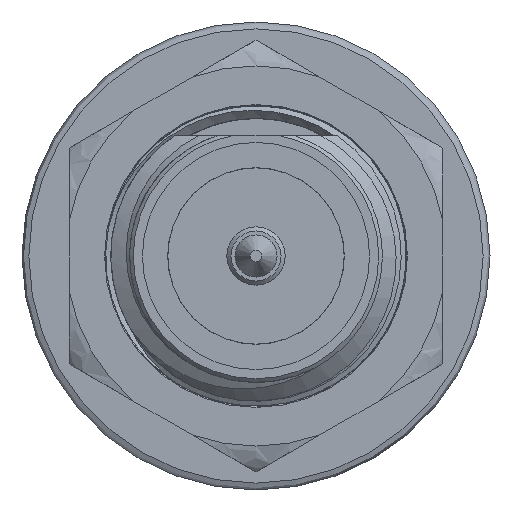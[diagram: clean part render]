
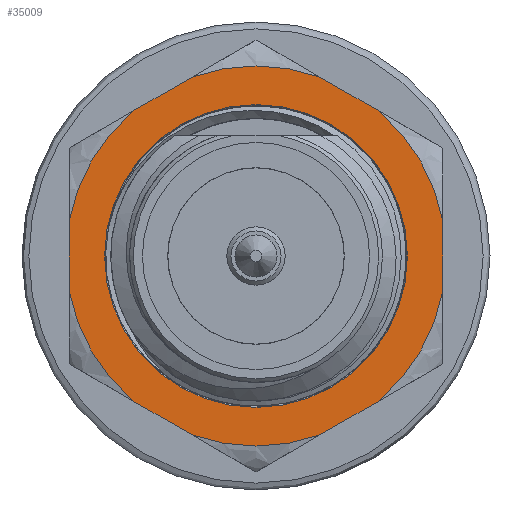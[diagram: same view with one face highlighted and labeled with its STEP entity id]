
A CAD part, front view. The second image highlights one B-rep face of the part: STEP entity #35009.
In plain terms, the highlighted planar face has unit normal (0, -1, 0).
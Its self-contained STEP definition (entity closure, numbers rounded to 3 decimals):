
#7542=CIRCLE('',#37056,3.3);
#7543=CIRCLE('',#37057,4.142);
#7544=CIRCLE('',#37058,4.142);
#7545=CIRCLE('',#37059,4.142);
#7546=CIRCLE('',#37060,4.142);
#7547=CIRCLE('',#37061,4.142);
#7548=CIRCLE('',#37062,4.142);
#13519=ORIENTED_EDGE('',*,*,#21605,.T.);
#13520=ORIENTED_EDGE('',*,*,#21606,.F.);
#13521=ORIENTED_EDGE('',*,*,#21607,.T.);
#13522=ORIENTED_EDGE('',*,*,#21608,.F.);
#13523=ORIENTED_EDGE('',*,*,#21609,.T.);
#13524=ORIENTED_EDGE('',*,*,#21610,.F.);
#13525=ORIENTED_EDGE('',*,*,#21611,.T.);
#13526=ORIENTED_EDGE('',*,*,#21612,.F.);
#13527=ORIENTED_EDGE('',*,*,#21613,.T.);
#13528=ORIENTED_EDGE('',*,*,#21614,.F.);
#13529=ORIENTED_EDGE('',*,*,#21615,.T.);
#13530=ORIENTED_EDGE('',*,*,#21616,.F.);
#13531=ORIENTED_EDGE('',*,*,#21617,.T.);
#21605=EDGE_CURVE('',#25715,#25715,#7542,.F.);
#21606=EDGE_CURVE('',#25716,#25717,#7543,.F.);
#21607=EDGE_CURVE('',#25716,#25718,#27329,.T.);
#21608=EDGE_CURVE('',#25719,#25718,#7544,.F.);
#21609=EDGE_CURVE('',#25719,#25720,#27330,.T.);
#21610=EDGE_CURVE('',#25721,#25720,#7545,.F.);
#21611=EDGE_CURVE('',#25721,#25722,#27331,.T.);
#21612=EDGE_CURVE('',#25723,#25722,#7546,.F.);
#21613=EDGE_CURVE('',#25723,#25724,#27332,.T.);
#21614=EDGE_CURVE('',#25725,#25724,#7547,.F.);
#21615=EDGE_CURVE('',#25725,#25726,#27333,.T.);
#21616=EDGE_CURVE('',#25727,#25726,#7548,.F.);
#21617=EDGE_CURVE('',#25727,#25717,#27334,.T.);
#25715=VERTEX_POINT('',#85565);
#25716=VERTEX_POINT('',#85567);
#25717=VERTEX_POINT('',#85568);
#25718=VERTEX_POINT('',#85570);
#25719=VERTEX_POINT('',#85572);
#25720=VERTEX_POINT('',#85574);
#25721=VERTEX_POINT('',#85576);
#25722=VERTEX_POINT('',#85578);
#25723=VERTEX_POINT('',#85580);
#25724=VERTEX_POINT('',#85582);
#25725=VERTEX_POINT('',#85584);
#25726=VERTEX_POINT('',#85586);
#25727=VERTEX_POINT('',#85588);
#27329=LINE('',#85569,#27653);
#27330=LINE('',#85573,#27654);
#27331=LINE('',#85577,#27655);
#27332=LINE('',#85581,#27656);
#27333=LINE('',#85585,#27657);
#27334=LINE('',#85589,#27658);
#27653=VECTOR('',#39069,1000.);
#27654=VECTOR('',#39072,1000.);
#27655=VECTOR('',#39075,1000.);
#27656=VECTOR('',#39078,1000.);
#27657=VECTOR('',#39081,1000.);
#27658=VECTOR('',#39084,1000.);
#29239=EDGE_LOOP('',(#13519));
#29240=EDGE_LOOP('',(#13520,#13521,#13522,#13523,#13524,#13525,#13526,#13527,
#13528,#13529,#13530,#13531));
#32076=FACE_BOUND('',#29239,.T.);
#32077=FACE_BOUND('',#29240,.T.);
#33521=PLANE('',#37055);
#35009=ADVANCED_FACE('',(#32076,#32077),#33521,.T.);
#37055=AXIS2_PLACEMENT_3D('',#85563,#39063,#39064);
#37056=AXIS2_PLACEMENT_3D('',#85564,#39065,#39066);
#37057=AXIS2_PLACEMENT_3D('',#85566,#39067,#39068);
#37058=AXIS2_PLACEMENT_3D('',#85571,#39070,#39071);
#37059=AXIS2_PLACEMENT_3D('',#85575,#39073,#39074);
#37060=AXIS2_PLACEMENT_3D('',#85579,#39076,#39077);
#37061=AXIS2_PLACEMENT_3D('',#85583,#39079,#39080);
#37062=AXIS2_PLACEMENT_3D('',#85587,#39082,#39083);
#39063=DIRECTION('',(0.,-1.,0.));
#39064=DIRECTION('',(1.,0.,0.));
#39065=DIRECTION('',(0.,-1.,0.));
#39066=DIRECTION('',(1.,0.,0.));
#39067=DIRECTION('',(0.,-1.,0.));
#39068=DIRECTION('',(1.,0.,0.));
#39069=DIRECTION('',(0.,0.,1.));
#39070=DIRECTION('',(0.,-1.,0.));
#39071=DIRECTION('',(1.,0.,0.));
#39072=DIRECTION('',(-0.866,0.,0.5));
#39073=DIRECTION('',(0.,-1.,0.));
#39074=DIRECTION('',(1.,0.,0.));
#39075=DIRECTION('',(-0.866,0.,-0.5));
#39076=DIRECTION('',(0.,-1.,0.));
#39077=DIRECTION('',(1.,0.,0.));
#39078=DIRECTION('',(0.,0.,-1.));
#39079=DIRECTION('',(0.,-1.,0.));
#39080=DIRECTION('',(1.,0.,0.));
#39081=DIRECTION('',(0.866,0.,-0.5));
#39082=DIRECTION('',(0.,-1.,0.));
#39083=DIRECTION('',(1.,0.,0.));
#39084=DIRECTION('',(0.866,0.,0.5));
#85563=CARTESIAN_POINT('',(0.,-74.27,0.));
#85564=CARTESIAN_POINT('',(0.,-74.27,0.));
#85565=CARTESIAN_POINT('',(3.3,-74.27,0.));
#85566=CARTESIAN_POINT('',(0.,-74.27,0.));
#85567=CARTESIAN_POINT('',(4.075,-74.27,-0.744));
#85568=CARTESIAN_POINT('',(2.682,-74.27,-3.157));
#85569=CARTESIAN_POINT('',(4.075,-74.27,-2.353));
#85570=CARTESIAN_POINT('',(4.075,-74.27,0.744));
#85571=CARTESIAN_POINT('',(0.,-74.27,0.));
#85572=CARTESIAN_POINT('',(2.682,-74.27,3.157));
#85573=CARTESIAN_POINT('',(4.075,-74.27,2.353));
#85574=CARTESIAN_POINT('',(1.393,-74.27,3.901));
#85575=CARTESIAN_POINT('',(0.,-74.27,0.));
#85576=CARTESIAN_POINT('',(-1.393,-74.27,3.901));
#85577=CARTESIAN_POINT('',(0.,-74.27,4.705));
#85578=CARTESIAN_POINT('',(-2.682,-74.27,3.157));
#85579=CARTESIAN_POINT('',(0.,-74.27,0.));
#85580=CARTESIAN_POINT('',(-4.075,-74.27,0.744));
#85581=CARTESIAN_POINT('',(-4.075,-74.27,2.353));
#85582=CARTESIAN_POINT('',(-4.075,-74.27,-0.744));
#85583=CARTESIAN_POINT('',(0.,-74.27,0.));
#85584=CARTESIAN_POINT('',(-2.682,-74.27,-3.157));
#85585=CARTESIAN_POINT('',(-4.075,-74.27,-2.353));
#85586=CARTESIAN_POINT('',(-1.393,-74.27,-3.901));
#85587=CARTESIAN_POINT('',(0.,-74.27,0.));
#85588=CARTESIAN_POINT('',(1.393,-74.27,-3.901));
#85589=CARTESIAN_POINT('',(0.,-74.27,-4.705));
